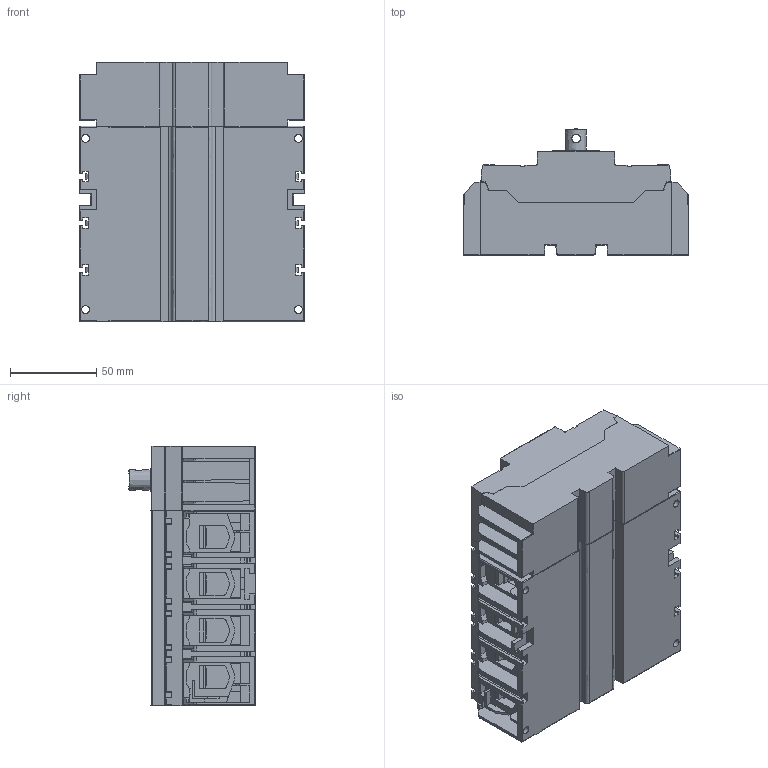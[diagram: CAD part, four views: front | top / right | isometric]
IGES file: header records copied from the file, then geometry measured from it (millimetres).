
Global section: file name: OT160G4 sim.igs; native system: NX V7.5; preprocessor: SIEMENS PLM Software NX 7.5; date: 20141112.114836; units: millimetre
Bounding box: 130.02 x 73.14 x 150 mm (x, y, z)
Surface area: 191211.9 mm2 (no closed solid volume)
Topology: 0 solids, 0 shells, 3129 faces, 18386 edges, 18322 vertices
Faces by surface type: bspline 3129
